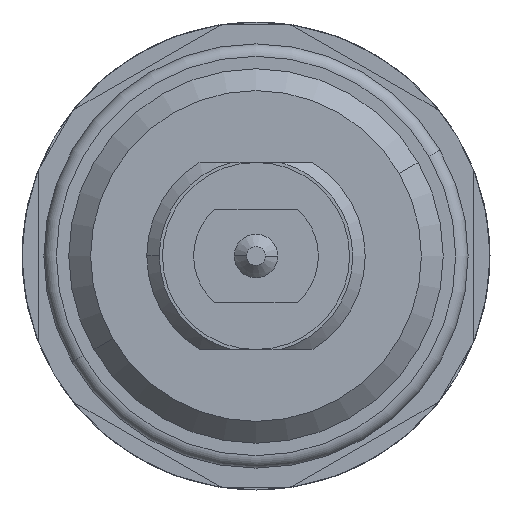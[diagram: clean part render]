
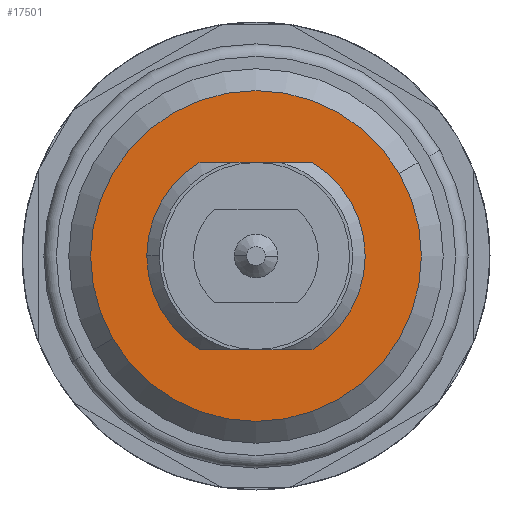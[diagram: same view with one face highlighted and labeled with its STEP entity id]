
A CAD part, front view. The second image highlights one B-rep face of the part: STEP entity #17501.
In plain terms, the highlighted planar face has unit normal (0, -1, 0).
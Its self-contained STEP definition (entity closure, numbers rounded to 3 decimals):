
#274 = ORIENTED_EDGE ( 'NONE', *, *, #887, .F. ) ;
#489 = FACE_OUTER_BOUND ( 'NONE', #9252, .T. ) ;
#711 = DIRECTION ( 'NONE',  ( 0., -1., 0. ) ) ;
#887 = EDGE_CURVE ( 'Defeature ausgef�hrt3_595+Defeature ausgef�hrt3_9+Defeature ausgef�hrt3_591+Defeature ausgef�hrt3_592', #8001, #10340, #11159, .T. ) ;
#1041 = DIRECTION ( 'NONE',  ( 1., 0., -0.003 ) ) ;
#1097 = DIRECTION ( 'NONE',  ( 1., 0., -0.003 ) ) ;
#1734 = CIRCLE ( 'NONE', #4665, 1.75 ) ;
#2008 = CIRCLE ( 'NONE', #11118, 1.75 ) ;
#2167 = CIRCLE ( 'NONE', #11278, 2.65 ) ;
#2311 = FACE_BOUND ( 'NONE', #5447, .T. ) ;
#2729 = DIRECTION ( 'NONE',  ( 1., 0., -0.003 ) ) ;
#2767 = CARTESIAN_POINT ( 'NONE',  ( 0.081, -43.623, 0. ) ) ;
#2966 = LINE ( 'NONE', #7190, #13471 ) ;
#2972 = EDGE_CURVE ( 'Defeature ausgef�hrt3_592+Defeature ausgef�hrt3_9+Defeature ausgef�hrt3_595+Defeature ausgef�hrt3_597', #10340, #3935, #13669, .T. ) ;
#3759 = CARTESIAN_POINT ( 'NONE',  ( 0.077, -43.623, -1.5 ) ) ;
#3935 = VERTEX_POINT ( 'NONE', #3971 ) ;
#3971 = CARTESIAN_POINT ( 'NONE',  ( 0.979, -43.623, -1.502 ) ) ;
#3982 = CARTESIAN_POINT ( 'NONE',  ( 0.081, -43.623, 0. ) ) ;
#4104 = CARTESIAN_POINT ( 'NONE',  ( 0.081, -43.623, 0. ) ) ;
#4192 = CARTESIAN_POINT ( 'NONE',  ( 0.987, -43.623, 1.498 ) ) ;
#4665 = AXIS2_PLACEMENT_3D ( 'NONE', #3982, #13620, #1041 ) ;
#5447 = EDGE_LOOP ( 'NONE', ( #11614, #274, #10715, #14169, #8976 ) ) ;
#6799 = AXIS2_PLACEMENT_3D ( 'NONE', #12358, #8317, #13722 ) ;
#7190 = CARTESIAN_POINT ( 'NONE',  ( 0.085, -43.623, 1.5 ) ) ;
#8001 = VERTEX_POINT ( 'NONE', #13772 ) ;
#8193 = EDGE_CURVE ( 'Defeature ausgef�hrt3_9+Defeature ausgef�hrt3_5+Defeature ausgef�hrt3_5+Defeature ausgef�hrt3_5', #15304, #15229, #2167, .T. ) ;
#8213 = AXIS2_PLACEMENT_3D ( 'NONE', #4104, #8686, #2729 ) ;
#8317 = DIRECTION ( 'NONE',  ( 0., -1., 0. ) ) ;
#8686 = DIRECTION ( 'NONE',  ( 0., -1., 0. ) ) ;
#8976 = ORIENTED_EDGE ( 'NONE', *, *, #10326, .F. ) ;
#9252 = EDGE_LOOP ( 'NONE', ( #17417, #13800 ) ) ;
#10326 = EDGE_CURVE ( 'Defeature ausgef�hrt3_597+Defeature ausgef�hrt3_9+Defeature ausgef�hrt3_592+Defeature ausgef�hrt3_591', #3935, #17839, #1734, .T. ) ;
#10340 = VERTEX_POINT ( 'NONE', #17075 ) ;
#10400 = DIRECTION ( 'NONE',  ( 0., 1., 0. ) ) ;
#10550 = CARTESIAN_POINT ( 'NONE',  ( 2.376, -43.623, 1.325 ) ) ;
#10715 = ORIENTED_EDGE ( 'NONE', *, *, #16367, .F. ) ;
#11118 = AXIS2_PLACEMENT_3D ( 'NONE', #2767, #12062, #17633 ) ;
#11159 = CIRCLE ( 'NONE', #8213, 1.75 ) ;
#11278 = AXIS2_PLACEMENT_3D ( 'NONE', #17483, #711, #13477 ) ;
#11562 = VERTEX_POINT ( 'NONE', #4192 ) ;
#11614 = ORIENTED_EDGE ( 'NONE', *, *, #2972, .F. ) ;
#11786 = DIRECTION ( 'NONE',  ( -0.866, 0., -0.5 ) ) ;
#12045 = PLANE ( 'NONE',  #17588 ) ;
#12062 = DIRECTION ( 'NONE',  ( 0., -1., 0. ) ) ;
#12358 = CARTESIAN_POINT ( 'NONE',  ( 0.081, -43.623, 0. ) ) ;
#12582 = VECTOR ( 'NONE', #1097, 1000. ) ;
#13471 = VECTOR ( 'NONE', #16895, 1000. ) ;
#13477 = DIRECTION ( 'NONE',  ( -0.866, 0., -0.5 ) ) ;
#13620 = DIRECTION ( 'NONE',  ( 0., -1., 0. ) ) ;
#13669 = LINE ( 'NONE', #3759, #12582 ) ;
#13722 = DIRECTION ( 'NONE',  ( -0.866, 0., -0.5 ) ) ;
#13772 = CARTESIAN_POINT ( 'NONE',  ( -0.816, -43.623, 1.502 ) ) ;
#13800 = ORIENTED_EDGE ( 'NONE', *, *, #14478, .T. ) ;
#14169 = ORIENTED_EDGE ( 'NONE', *, *, #18064, .F. ) ;
#14478 = EDGE_CURVE ( 'Defeature ausgef�hrt3_9+Defeature ausgef�hrt3_5+Defeature ausgef�hrt3_5+Defeature ausgef�hrt3_5', #15229, #15304, #14992, .T. ) ;
#14992 = CIRCLE ( 'NONE', #6799, 2.65 ) ;
#15229 = VERTEX_POINT ( 'NONE', #10550 ) ;
#15304 = VERTEX_POINT ( 'NONE', #17947 ) ;
#15590 = CARTESIAN_POINT ( 'NONE',  ( 1.831, -43.623, -0.005 ) ) ;
#15967 = CARTESIAN_POINT ( 'NONE',  ( 2.679, -43.623, 1.5 ) ) ;
#16367 = EDGE_CURVE ( 'Defeature ausgef�hrt3_591+Defeature ausgef�hrt3_9+Defeature ausgef�hrt3_597+Defeature ausgef�hrt3_595', #11562, #8001, #2966, .T. ) ;
#16895 = DIRECTION ( 'NONE',  ( -1., 0., 0.003 ) ) ;
#17075 = CARTESIAN_POINT ( 'NONE',  ( -0.824, -43.623, -1.498 ) ) ;
#17417 = ORIENTED_EDGE ( 'NONE', *, *, #8193, .T. ) ;
#17483 = CARTESIAN_POINT ( 'NONE',  ( 0.081, -43.623, 0. ) ) ;
#17501 = ADVANCED_FACE ( 'Defeature ausgef�hrt3_9', ( #2311, #489 ), #12045, .F. ) ;
#17588 = AXIS2_PLACEMENT_3D ( 'NONE', #15967, #10400, #11786 ) ;
#17633 = DIRECTION ( 'NONE',  ( 1., 0., -0.003 ) ) ;
#17839 = VERTEX_POINT ( 'NONE', #15590 ) ;
#17947 = CARTESIAN_POINT ( 'NONE',  ( -2.214, -43.623, -1.325 ) ) ;
#18064 = EDGE_CURVE ( 'Defeature ausgef�hrt3_597+Defeature ausgef�hrt3_9+Defeature ausgef�hrt3_592+Defeature ausgef�hrt3_591', #17839, #11562, #2008, .T. ) ;
